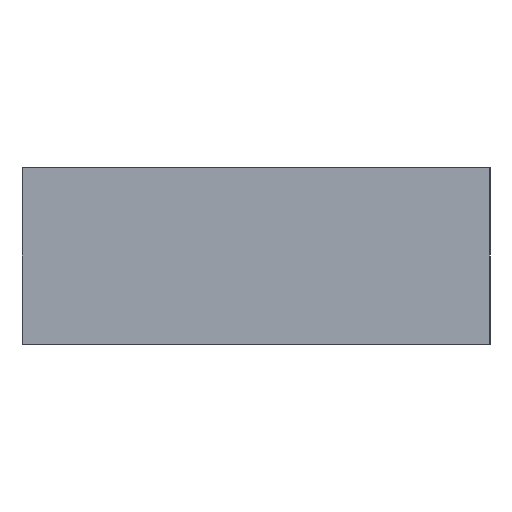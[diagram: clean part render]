
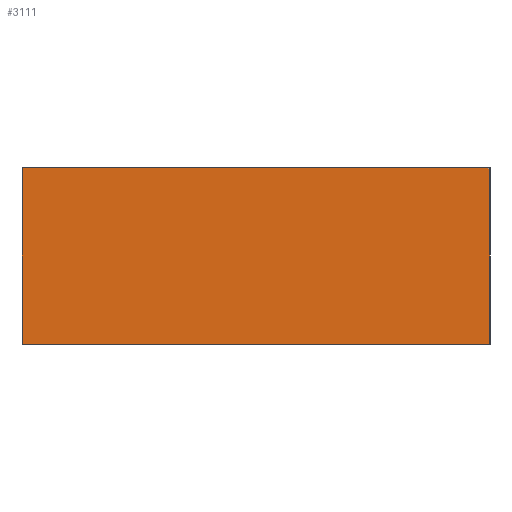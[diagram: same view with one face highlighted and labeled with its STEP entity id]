
A CAD part, left-side view. The second image highlights one B-rep face of the part: STEP entity #3111.
In plain terms, the highlighted planar face has unit normal (-1, 0, 0).
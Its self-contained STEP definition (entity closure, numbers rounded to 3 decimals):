
#2928=CARTESIAN_POINT('',(0.,0.,0.));
#2929=VERTEX_POINT('',#2928);
#2944=CARTESIAN_POINT('',(0.,0.,70.));
#2945=VERTEX_POINT('',#2944);
#2952=CARTESIAN_POINT('',(0.,0.,70.));
#2953=DIRECTION('',(0.,0.,-1.));
#2954=VECTOR('',#2953,70.);
#2955=LINE('',#2952,#2954);
#2956=EDGE_CURVE('',#2945,#2929,#2955,.T.);
#3064=CARTESIAN_POINT('',(0.,186.,0.));
#3065=VERTEX_POINT('',#3064);
#3072=CARTESIAN_POINT('',(0.,186.,70.));
#3073=VERTEX_POINT('',#3072);
#3074=CARTESIAN_POINT('',(0.,186.,70.));
#3075=DIRECTION('',(0.,0.,-1.));
#3076=VECTOR('',#3075,70.);
#3077=LINE('',#3074,#3076);
#3078=EDGE_CURVE('',#3073,#3065,#3077,.T.);
#3090=CARTESIAN_POINT('',(0.,93.,70.));
#3091=DIRECTION('',(-1.,0.,0.));
#3092=DIRECTION('',(-0.,-1.,0.));
#3093=AXIS2_PLACEMENT_3D('',#3090,#3091,#3092);
#3094=PLANE('',#3093);
#3095=CARTESIAN_POINT('',(0.,0.,0.));
#3096=DIRECTION('',(0.,1.,0.));
#3097=VECTOR('',#3096,186.);
#3098=LINE('',#3095,#3097);
#3099=EDGE_CURVE('',#2929,#3065,#3098,.T.);
#3100=ORIENTED_EDGE('',*,*,#3099,.F.);
#3101=ORIENTED_EDGE('',*,*,#2956,.F.);
#3102=CARTESIAN_POINT('',(0.,0.,70.));
#3103=DIRECTION('',(0.,1.,0.));
#3104=VECTOR('',#3103,186.);
#3105=LINE('',#3102,#3104);
#3106=EDGE_CURVE('',#2945,#3073,#3105,.T.);
#3107=ORIENTED_EDGE('',*,*,#3106,.T.);
#3108=ORIENTED_EDGE('',*,*,#3078,.T.);
#3109=EDGE_LOOP('',(#3100,#3101,#3107,#3108));
#3110=FACE_BOUND('',#3109,.T.);
#3111=ADVANCED_FACE('',(#3110),#3094,.T.);
